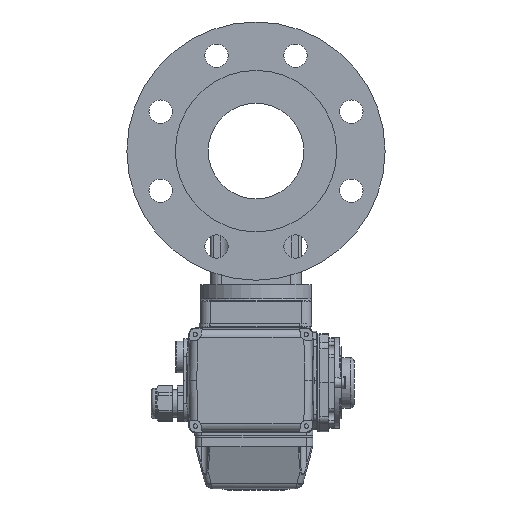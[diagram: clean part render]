
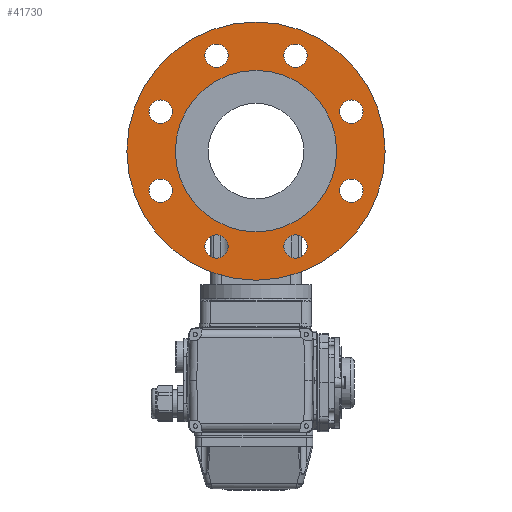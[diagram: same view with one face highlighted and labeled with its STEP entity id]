
A CAD part, front view. The second image highlights one B-rep face of the part: STEP entity #41730.
In plain terms, the highlighted planar face has unit normal (0, -1, 0).
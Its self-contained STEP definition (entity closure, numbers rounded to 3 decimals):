
#7957=PLANE('',#44381);
#9157=ORIENTED_EDGE('',*,*,#21040,.F.);
#9158=ORIENTED_EDGE('',*,*,#21041,.F.);
#9159=ORIENTED_EDGE('',*,*,#21042,.F.);
#9160=ORIENTED_EDGE('',*,*,#21043,.F.);
#9161=ORIENTED_EDGE('',*,*,#21044,.F.);
#9162=ORIENTED_EDGE('',*,*,#21045,.F.);
#9163=ORIENTED_EDGE('',*,*,#21046,.F.);
#9164=ORIENTED_EDGE('',*,*,#21047,.F.);
#9165=ORIENTED_EDGE('',*,*,#21009,.T.);
#9166=ORIENTED_EDGE('',*,*,#21038,.T.);
#21009=EDGE_CURVE('',#26945,#26945,#30773,.T.);
#21038=EDGE_CURVE('',#26974,#26974,#30794,.T.);
#21040=EDGE_CURVE('',#26976,#26976,#30796,.T.);
#21041=EDGE_CURVE('',#26977,#26977,#30797,.T.);
#21042=EDGE_CURVE('',#26978,#26978,#30798,.T.);
#21043=EDGE_CURVE('',#26979,#26979,#30799,.T.);
#21044=EDGE_CURVE('',#26980,#26980,#30800,.T.);
#21045=EDGE_CURVE('',#26981,#26981,#30801,.T.);
#21046=EDGE_CURVE('',#26982,#26982,#30802,.T.);
#21047=EDGE_CURVE('',#26983,#26983,#30803,.T.);
#26945=VERTEX_POINT('',#60964);
#26974=VERTEX_POINT('',#61024);
#26976=VERTEX_POINT('',#61029);
#26977=VERTEX_POINT('',#61031);
#26978=VERTEX_POINT('',#61033);
#26979=VERTEX_POINT('',#61035);
#26980=VERTEX_POINT('',#61037);
#26981=VERTEX_POINT('',#61039);
#26982=VERTEX_POINT('',#61041);
#26983=VERTEX_POINT('',#61043);
#30773=CIRCLE('',#44356,100.);
#30794=CIRCLE('',#44379,62.5);
#30796=CIRCLE('',#44382,9.);
#30797=CIRCLE('',#44383,9.);
#30798=CIRCLE('',#44384,9.);
#30799=CIRCLE('',#44385,9.);
#30800=CIRCLE('',#44386,9.);
#30801=CIRCLE('',#44387,9.);
#30802=CIRCLE('',#44388,9.);
#30803=CIRCLE('',#44389,9.);
#32773=EDGE_LOOP('',(#9157));
#32774=EDGE_LOOP('',(#9158));
#32775=EDGE_LOOP('',(#9159));
#32776=EDGE_LOOP('',(#9160));
#32777=EDGE_LOOP('',(#9161));
#32778=EDGE_LOOP('',(#9162));
#32779=EDGE_LOOP('',(#9163));
#32780=EDGE_LOOP('',(#9164));
#32781=EDGE_LOOP('',(#9165));
#32782=EDGE_LOOP('',(#9166));
#35672=FACE_BOUND('',#32773,.T.);
#35673=FACE_BOUND('',#32774,.T.);
#35674=FACE_BOUND('',#32775,.T.);
#35675=FACE_BOUND('',#32776,.T.);
#35676=FACE_BOUND('',#32777,.T.);
#35677=FACE_BOUND('',#32778,.T.);
#35678=FACE_BOUND('',#32779,.T.);
#35679=FACE_BOUND('',#32780,.T.);
#35680=FACE_BOUND('',#32781,.T.);
#35681=FACE_BOUND('',#32782,.T.);
#41730=ADVANCED_FACE('',(#35672,#35673,#35674,#35675,#35676,#35677,#35678,
#35679,#35680,#35681),#7957,.T.);
#44356=AXIS2_PLACEMENT_3D('',#60963,#48841,#48842);
#44379=AXIS2_PLACEMENT_3D('',#61023,#48895,#48896);
#44381=AXIS2_PLACEMENT_3D('',#61027,#48899,#48900);
#44382=AXIS2_PLACEMENT_3D('',#61028,#48901,#48902);
#44383=AXIS2_PLACEMENT_3D('',#61030,#48903,#48904);
#44384=AXIS2_PLACEMENT_3D('',#61032,#48905,#48906);
#44385=AXIS2_PLACEMENT_3D('',#61034,#48907,#48908);
#44386=AXIS2_PLACEMENT_3D('',#61036,#48909,#48910);
#44387=AXIS2_PLACEMENT_3D('',#61038,#48911,#48912);
#44388=AXIS2_PLACEMENT_3D('',#61040,#48913,#48914);
#44389=AXIS2_PLACEMENT_3D('',#61042,#48915,#48916);
#48841=DIRECTION('',(0.,-1.,0.));
#48842=DIRECTION('',(1.,0.,0.));
#48895=DIRECTION('',(0.,1.,0.));
#48896=DIRECTION('',(1.,0.,0.));
#48899=DIRECTION('',(0.,-1.,0.));
#48900=DIRECTION('',(0.,0.,-1.));
#48901=DIRECTION('',(0.,-1.,0.));
#48902=DIRECTION('',(-1.,0.,0.));
#48903=DIRECTION('',(0.,-1.,0.));
#48904=DIRECTION('',(-1.,0.,0.));
#48905=DIRECTION('',(0.,-1.,0.));
#48906=DIRECTION('',(-1.,0.,0.));
#48907=DIRECTION('',(0.,-1.,0.));
#48908=DIRECTION('',(-1.,0.,0.));
#48909=DIRECTION('',(0.,-1.,0.));
#48910=DIRECTION('',(-1.,0.,0.));
#48911=DIRECTION('',(0.,-1.,0.));
#48912=DIRECTION('',(-1.,0.,0.));
#48913=DIRECTION('',(0.,-1.,0.));
#48914=DIRECTION('',(-1.,0.,0.));
#48915=DIRECTION('',(0.,-1.,0.));
#48916=DIRECTION('',(-1.,0.,0.));
#60963=CARTESIAN_POINT('',(0.,-88.,0.));
#60964=CARTESIAN_POINT('',(100.,-88.,0.));
#61023=CARTESIAN_POINT('',(0.,-88.,0.));
#61024=CARTESIAN_POINT('',(62.5,-88.,0.));
#61027=CARTESIAN_POINT('',(0.,-88.,0.));
#61028=CARTESIAN_POINT('',(-73.91,-88.,30.615));
#61029=CARTESIAN_POINT('',(-82.91,-88.,30.615));
#61030=CARTESIAN_POINT('',(-30.615,-88.,73.91));
#61031=CARTESIAN_POINT('',(-39.615,-88.,73.91));
#61032=CARTESIAN_POINT('',(73.91,-88.,30.615));
#61033=CARTESIAN_POINT('',(64.91,-88.,30.615));
#61034=CARTESIAN_POINT('',(30.615,-88.,73.91));
#61035=CARTESIAN_POINT('',(21.615,-88.,73.91));
#61036=CARTESIAN_POINT('',(-73.91,-88.,-30.615));
#61037=CARTESIAN_POINT('',(-82.91,-88.,-30.615));
#61038=CARTESIAN_POINT('',(-30.615,-88.,-73.91));
#61039=CARTESIAN_POINT('',(-39.615,-88.,-73.91));
#61040=CARTESIAN_POINT('',(73.91,-88.,-30.615));
#61041=CARTESIAN_POINT('',(64.91,-88.,-30.615));
#61042=CARTESIAN_POINT('',(30.615,-88.,-73.91));
#61043=CARTESIAN_POINT('',(21.615,-88.,-73.91));
